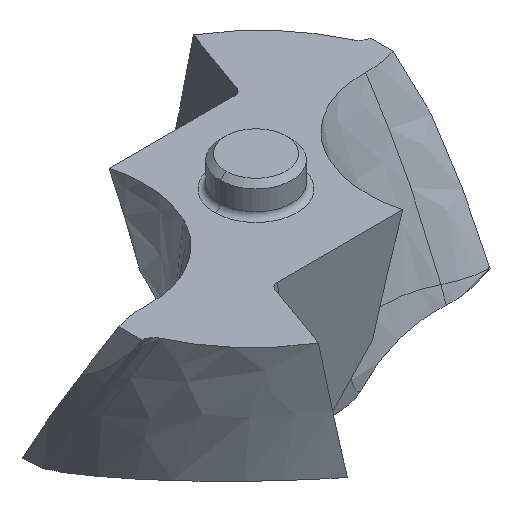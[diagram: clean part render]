
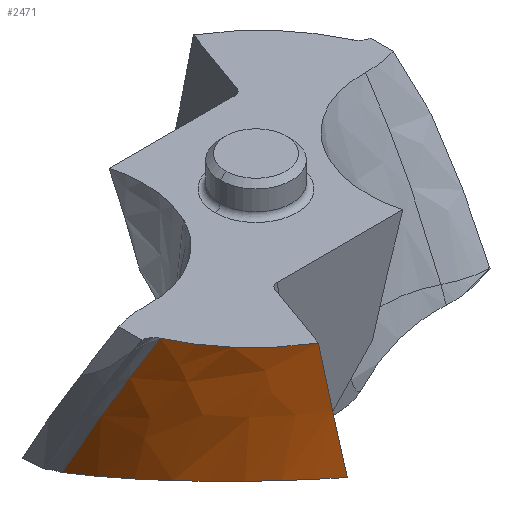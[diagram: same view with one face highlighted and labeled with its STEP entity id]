
A CAD part, isometric view. The second image highlights one B-rep face of the part: STEP entity #2471.
In plain terms, the highlighted free-form (B-spline) face has degree [3, 3] with [7, 5] control points.
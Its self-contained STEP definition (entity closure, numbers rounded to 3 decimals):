
#176=CARTESIAN_POINT('',(-2.83,-4.559,
0.));
#177=CARTESIAN_POINT('',(-3.198,-4.338,
0.));
#178=CARTESIAN_POINT('',(-4.03,-3.69,
0.));
#179=CARTESIAN_POINT('',(-4.641,-2.819,
0.));
#180=CARTESIAN_POINT('',(-4.903,-2.259,
0.));
#400=CARTESIAN_POINT('',(-5.4,-0.031,
-4.085));
#401=CARTESIAN_POINT('',(-5.4,-0.21,
-4.016));
#402=CARTESIAN_POINT('',(-5.38,-0.56,
-3.887));
#403=CARTESIAN_POINT('',(-5.304,-1.056,
-3.723));
#404=CARTESIAN_POINT('',(-5.184,-1.531,
-3.582));
#405=CARTESIAN_POINT('',(-5.038,-1.958,
-3.47));
#406=CARTESIAN_POINT('',(-4.816,-2.447,
-3.362));
#407=CARTESIAN_POINT('',(-4.553,-2.894,
-3.284));
#408=CARTESIAN_POINT('',(-4.258,-3.303,
-3.233));
#409=CARTESIAN_POINT('',(-3.928,-3.677,
-3.208));
#410=CARTESIAN_POINT('',(-3.568,-4.018,
-3.207));
#411=CARTESIAN_POINT('',(-3.171,-4.328,
-3.232));
#412=CARTESIAN_POINT('',(-2.752,-4.598,
-3.28));
#413=CARTESIAN_POINT('',(-2.452,-4.755,
-3.328));
#414=CARTESIAN_POINT('',(-2.298,-4.827,
-3.356));
#730=CARTESIAN_POINT('',(-5.4,-0.031,
-4.085));
#755=CARTESIAN_POINT('',(-5.4,-0.031,
-4.085));
#756=CARTESIAN_POINT('',(-5.401,-0.465,
-3.285));
#757=CARTESIAN_POINT('',(-5.305,-1.22,
-1.924));
#758=CARTESIAN_POINT('',(-5.04,-1.961,
-0.562));
#759=CARTESIAN_POINT('',(-4.903,-2.259,
0.));
#761=CARTESIAN_POINT('',(-2.298,-4.827,
-3.356));
#762=CARTESIAN_POINT('',(-2.318,-4.809,
-3.214));
#763=CARTESIAN_POINT('',(-2.361,-4.775,
-2.917));
#764=CARTESIAN_POINT('',(-2.433,-4.728,
-2.445));
#765=CARTESIAN_POINT('',(-2.517,-4.681,
-1.906));
#766=CARTESIAN_POINT('',(-2.586,-4.649,
-1.472));
#767=CARTESIAN_POINT('',(-2.661,-4.618,
-1.014));
#768=CARTESIAN_POINT('',(-2.742,-4.589,
-0.525));
#769=CARTESIAN_POINT('',(-2.8,-4.569,
-0.178));
#770=CARTESIAN_POINT('',(-2.83,-4.559,
0.));
#950=CARTESIAN_POINT('',(-2.83,-4.559,
0.));
#951=VERTEX_POINT('',#950);
#952=VERTEX_POINT('',#180);
#983=VERTEX_POINT('',#730);
#984=VERTEX_POINT('',#414);
#2428=CARTESIAN_POINT('',(-2.519,-4.772,
-4.126));
#2429=CARTESIAN_POINT('',(-2.195,-4.875,
-3.313));
#2430=CARTESIAN_POINT('',(-1.539,-5.07,
-1.924));
#2431=CARTESIAN_POINT('',(-0.708,-5.248,
-0.536));
#2432=CARTESIAN_POINT('',(-0.334,-5.314,
0.039));
#2433=CARTESIAN_POINT('',(-2.575,-4.743,
-4.126));
#2434=CARTESIAN_POINT('',(-2.251,-4.852,
-3.313));
#2435=CARTESIAN_POINT('',(-1.597,-5.054,
-1.924));
#2436=CARTESIAN_POINT('',(-0.768,-5.242,
-0.536));
#2437=CARTESIAN_POINT('',(-0.396,-5.311,
0.039));
#2438=CARTESIAN_POINT('',(-3.181,-4.41,
-4.126));
#2439=CARTESIAN_POINT('',(-2.872,-4.576,
-3.313));
#2440=CARTESIAN_POINT('',(-2.242,-4.875,
-1.924));
#2441=CARTESIAN_POINT('',(-1.437,-5.159,
-0.536));
#2442=CARTESIAN_POINT('',(-1.075,-5.269,
0.039));
#2443=CARTESIAN_POINT('',(-4.212,-3.552,
-4.126));
#2444=CARTESIAN_POINT('',(-3.95,-3.821,
-3.313));
#2445=CARTESIAN_POINT('',(-3.403,-4.295,
-1.924));
#2446=CARTESIAN_POINT('',(-2.68,-4.755,
-0.536));
#2447=CARTESIAN_POINT('',(-2.352,-4.937,
0.039));
#2448=CARTESIAN_POINT('',(-5.185,-1.878,
-4.126));
#2449=CARTESIAN_POINT('',(-5.04,-2.262,
-3.313));
#2450=CARTESIAN_POINT('',(-4.69,-2.934,
-1.924));
#2451=CARTESIAN_POINT('',(-4.165,-3.591,
-0.536));
#2452=CARTESIAN_POINT('',(-3.918,-3.854,
0.039));
#2453=CARTESIAN_POINT('',(-5.406,-0.599,
-4.126));
#2454=CARTESIAN_POINT('',(-5.36,-1.029,
-3.313));
#2455=CARTESIAN_POINT('',(-5.182,-1.778,
-1.924));
#2456=CARTESIAN_POINT('',(-4.827,-2.512,
-0.536));
#2457=CARTESIAN_POINT('',(-4.651,-2.808,
0.039));
#2458=CARTESIAN_POINT('',(-5.4,0.049,
-4.126));
#2459=CARTESIAN_POINT('',(-5.408,-0.393,
-3.313));
#2460=CARTESIAN_POINT('',(-5.319,-1.166,
-1.924));
#2461=CARTESIAN_POINT('',(-5.055,-1.923,
-0.536));
#2462=CARTESIAN_POINT('',(-4.917,-2.228,
0.039));
#2463=B_SPLINE_SURFACE_WITH_KNOTS('',3,3,((#2428,#2429,#2430,#2431,#2432),
(#2433,#2434,#2435,#2436,#2437),(#2438,#2439,#2440,#2441,#2442),(#2443,#2444,
#2445,#2446,#2447),(#2448,#2449,#2450,#2451,#2452),(#2453,#2454,#2455,#2456,
#2457),(#2458,#2459,#2460,#2461,#2462)),.UNSPECIFIED.,.F.,.F.,.F.,(4,1,1,1,4),
(4,1,4),(0.225,0.25,0.5,0.75,1.008),(
0.062,2.879,4.871),.UNSPECIFIED.);
#2464=ORIENTED_EDGE('',*,*,#1683,.F.);
#2465=ORIENTED_EDGE('',*,*,#2412,.T.);
#2466=ORIENTED_EDGE('',*,*,#1280,.F.);
#2468=ORIENTED_EDGE('',*,*,#2467,.F.);
#2469=EDGE_LOOP('',(#2464,#2465,#2466,#2468));
#2470=FACE_OUTER_BOUND('',#2469,.F.);
#181=B_SPLINE_CURVE_WITH_KNOTS('',3,(#176,#177,#178,#179,#180),.UNSPECIFIED.,
.F.,.F.,(4,1,4),(0.,0.409,1.),.UNSPECIFIED.);
#415=B_SPLINE_CURVE_WITH_KNOTS('',3,(#400,#401,#402,#403,#404,#405,#406,#407,
#408,#409,#410,#411,#412,#413,#414),.UNSPECIFIED.,.F.,.F.,(4,1,1,1,1,1,1,1,1,1,
1,1,4),(0.,0.083,0.167,0.25,0.333,
0.417,0.5,0.583,0.667,0.75,
0.833,0.917,1.),.UNSPECIFIED.);
#760=B_SPLINE_CURVE_WITH_KNOTS('',3,(#755,#756,#757,#758,#759),.UNSPECIFIED.,
.F.,.F.,(4,1,4),(0.,0.587,1.),.UNSPECIFIED.);
#771=B_SPLINE_CURVE_WITH_KNOTS('',3,(#761,#762,#763,#764,#765,#766,#767,#768,
#769,#770),.UNSPECIFIED.,.F.,.F.,(4,1,1,1,1,1,1,4),(0.,0.143,
0.286,0.429,0.571,0.714,
0.857,1.),.UNSPECIFIED.);
#1280=EDGE_CURVE('',#951,#952,#181,.T.);
#1683=EDGE_CURVE('',#983,#984,#415,.T.);
#2412=EDGE_CURVE('',#983,#952,#760,.T.);
#2467=EDGE_CURVE('',#984,#951,#771,.T.);
#2471=ADVANCED_FACE('',(#2470),#2463,.F.);
